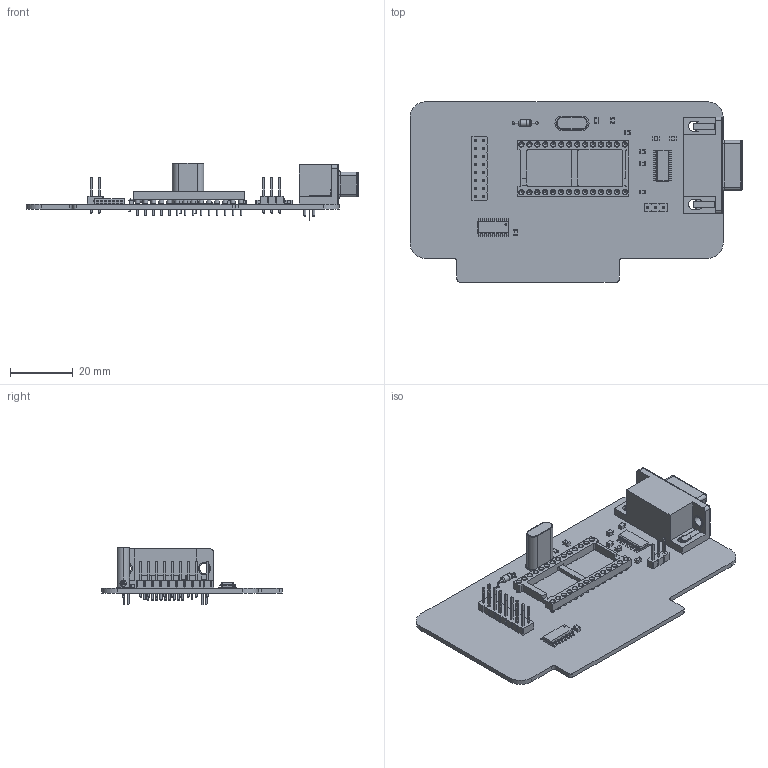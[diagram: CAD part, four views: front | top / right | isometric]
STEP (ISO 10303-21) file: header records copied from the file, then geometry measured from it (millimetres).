
FILE_DESCRIPTION(('KiCad electronic assembly'),'2;1');
FILE_NAME('Serial Card.step','2025-09-30T22:15:18',('Pcbnew'),('Kicad'), 'Open CASCADE STEP processor 7.8','KiCad to STEP converter','Unknown' );
FILE_SCHEMA(('AUTOMOTIVE_DESIGN { 1 0 10303 214 1 1 1 1 }'));
Length unit declared in the file: millimetre
Products named in the file (12): Serial Card 1; C_0805_2012Metric; Crystal_HC49-U_Vertical; R_0805_2012Metric; Serial Card 1.9; SOIC-16_3.9x9.9mm_P1.27mm; DSUB-9_Socket_Horizontal_P2.77x2.84mm_EdgePinOffset7.70mm_Housed_
MountingHolesOffset9.12mm; DIP-28_W15.24mm_Socket; D_DO-35_SOD27_P7.62mm_Horizontal; PinHeader_2x08_P2.54mm_Vertical; PinHeader_1x03_P2.54mm_Vertical; Serial Card_PCB
Assembly tree (18 placements, depth 2):
  Serial Card 1
    C_0805_2012Metric  x8
    Crystal_HC49-U_Vertical
    R_0805_2012Metric
    Serial Card 1.9
    SOIC-16_3.9x9.9mm_P1.27mm
    DSUB-9_Socket_Horizontal_P2.77x2.84mm_EdgePinOffset7.70mm_Housed_
MountingHolesOffset9.12mm
    DIP-28_W15.24mm_Socket
    D_DO-35_SOD27_P7.62mm_Horizontal
    PinHeader_2x08_P2.54mm_Vertical
    PinHeader_1x03_P2.54mm_Vertical
    Serial Card_PCB
Bounding box: 106.01 x 57.62 x 18.5 mm (x, y, z)
Volume: 14134.1 mm3; surface area: 17266.8 mm2
Topology: 35 solids, 35 shells, 1848 faces, 4340 edges, 2772 vertices
Faces by surface type: plane 1203, cylinder 497, cone 101, torus 27, bspline 16, revolution 4
Full cylindrical faces by diameter (mm): 0.5 x5, 0.508 x56, 0.64 x9, 0.8 x32, 0.853 x9, 1 x28, 1.524 x28, 1.724 x28, 2 x2, 2.02 x1, 3.2 x4, 4 x2
Entity records: 57710 total; most frequent: CARTESIAN_POINT 8172, DIRECTION 8124, ORIENTED_EDGE 7672, EDGE_CURVE 3836, LINE 2798, VECTOR 2798, AXIS2_PLACEMENT_3D 2661, VERTEX_POINT 2436
